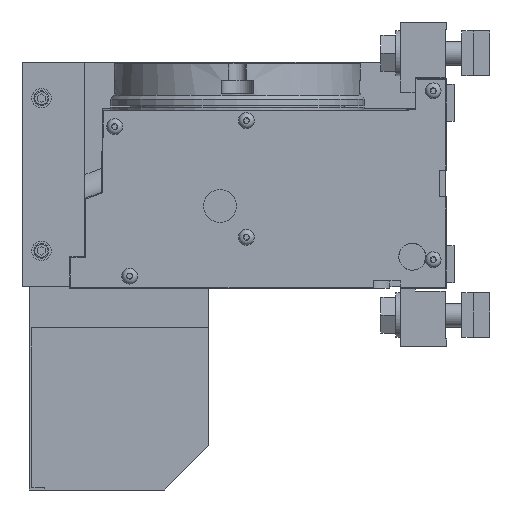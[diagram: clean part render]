
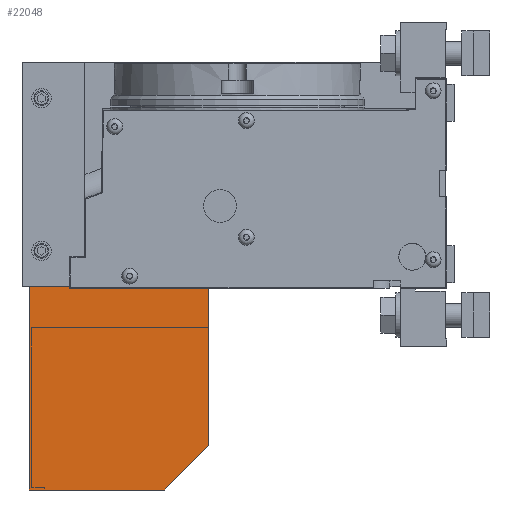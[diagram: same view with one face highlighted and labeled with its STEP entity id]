
A CAD part, left-side view. The second image highlights one B-rep face of the part: STEP entity #22048.
In plain terms, the highlighted planar face has unit normal (-1, 0, 0).
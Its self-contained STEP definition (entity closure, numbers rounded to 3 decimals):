
#2413=LINE('',#36358,#4516);
#2524=LINE('',#36660,#4627);
#2528=LINE('',#36666,#4631);
#2529=LINE('',#36669,#4632);
#2530=LINE('',#36670,#4633);
#4516=VECTOR('',#29964,1000.);
#4627=VECTOR('',#30249,1000.);
#4631=VECTOR('',#30255,1000.);
#4632=VECTOR('',#30256,1000.);
#4633=VECTOR('',#30257,1000.);
#10140=ORIENTED_EDGE('',*,*,#13020,.F.);
#10141=ORIENTED_EDGE('',*,*,#13021,.T.);
#10142=ORIENTED_EDGE('',*,*,#13016,.T.);
#10143=ORIENTED_EDGE('',*,*,#12879,.T.);
#10144=ORIENTED_EDGE('',*,*,#13022,.F.);
#12879=EDGE_CURVE('',#14988,#14987,#2413,.T.);
#13016=EDGE_CURVE('',#15092,#14988,#2524,.T.);
#13020=EDGE_CURVE('',#15093,#15094,#2528,.T.);
#13021=EDGE_CURVE('',#15093,#15092,#2529,.T.);
#13022=EDGE_CURVE('',#15094,#14987,#2530,.T.);
#14987=VERTEX_POINT('',#36357);
#14988=VERTEX_POINT('',#36359);
#15092=VERTEX_POINT('',#36661);
#15093=VERTEX_POINT('',#36667);
#15094=VERTEX_POINT('',#36668);
#17695=EDGE_LOOP('',(#10140,#10141,#10142,#10143,#10144));
#19684=FACE_BOUND('',#17695,.T.);
#20695=PLANE('',#24106);
#22048=ADVANCED_FACE('',(#19684),#20695,.F.);
#24106=AXIS2_PLACEMENT_3D('',#36665,#30253,#30254);
#29964=DIRECTION('',(0.,1.,0.));
#30249=DIRECTION('',(0.,0.,1.));
#30253=DIRECTION('',(1.,0.,0.));
#30254=DIRECTION('',(0.,0.,-1.));
#30255=DIRECTION('',(0.,1.,0.));
#30256=DIRECTION('',(0.,-0.707,0.707));
#30257=DIRECTION('',(0.,0.,1.));
#36357=CARTESIAN_POINT('',(681.219,-17.696,-350.987));
#36358=CARTESIAN_POINT('',(681.219,-17.696,-350.987));
#36359=CARTESIAN_POINT('',(681.219,-137.696,-350.987));
#36660=CARTESIAN_POINT('',(681.219,-137.696,-486.987));
#36661=CARTESIAN_POINT('',(681.219,-137.696,-456.987));
#36665=CARTESIAN_POINT('',(681.219,-137.696,-486.987));
#36666=CARTESIAN_POINT('',(681.219,-137.696,-486.987));
#36667=CARTESIAN_POINT('',(681.219,-107.696,-486.987));
#36668=CARTESIAN_POINT('',(681.219,-17.696,-486.987));
#36669=CARTESIAN_POINT('',(681.219,-107.696,-486.987));
#36670=CARTESIAN_POINT('',(681.219,-17.696,-486.987));
